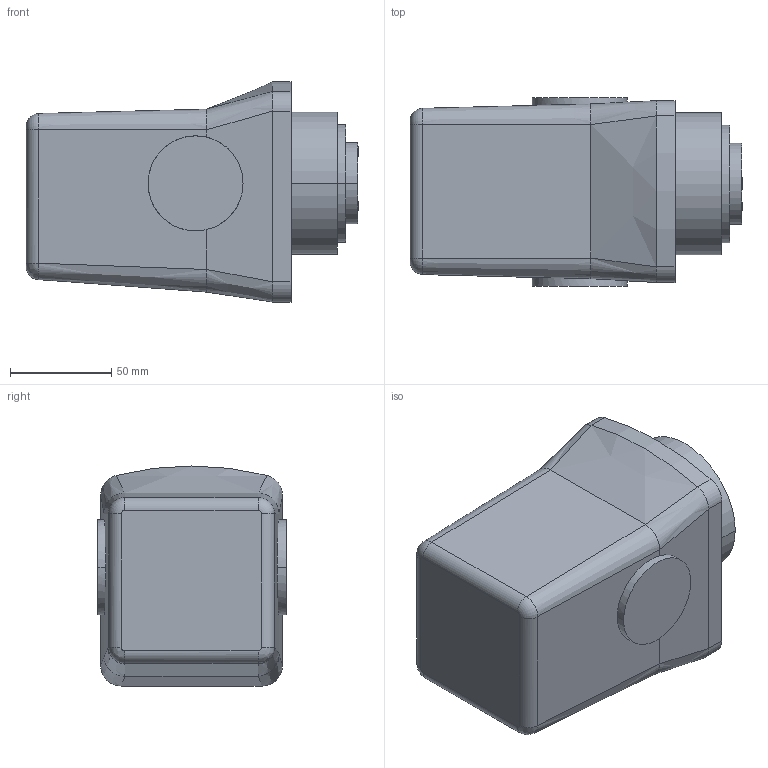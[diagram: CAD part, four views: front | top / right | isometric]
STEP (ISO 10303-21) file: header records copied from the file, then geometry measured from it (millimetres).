
FILE_DESCRIPTION (( 'STEP AP203' ), '1' );
FILE_NAME ('4_Wrist_Default_sldprt.STEP', '2022-12-29T08:18:24', ( '' ), ( '' ), 'SwSTEP 2.0', 'SolidWorks 2021', '' );
FILE_SCHEMA (( 'CONFIG_CONTROL_DESIGN' ));
Length unit declared in the file: millimetre
Products named in the file (1): 4_Wrist_Default_sldprt
Bounding box: 163.65 x 93.03 x 108.5 mm (x, y, z)
Volume: 1111617.3 mm3; surface area: 67583.9 mm2
Topology: 1 solids, 1 shells, 72 faces, 165 edges, 94 vertices
Faces by surface type: cylinder 31, plane 18, cone 12, bspline 9, torus 2
Entity records: 7386 total; most frequent: CARTESIAN_POINT 5770, DIRECTION 328, ORIENTED_EDGE 310, EDGE_CURVE 155, AXIS2_PLACEMENT_3D 126, VERTEX_POINT 94, EDGE_LOOP 81, VECTOR 76
